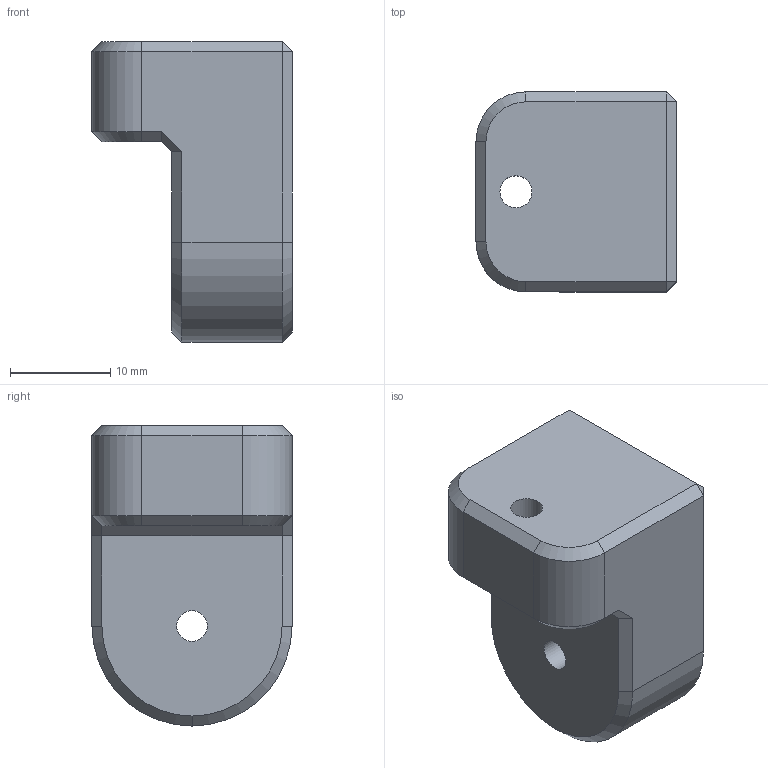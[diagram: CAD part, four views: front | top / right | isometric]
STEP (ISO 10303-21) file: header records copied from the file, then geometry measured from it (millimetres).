
FILE_DESCRIPTION(('FreeCAD Model'),'2;1');
FILE_NAME('Open CASCADE Shape Model','2021-12-25T21:11:14',('Author'),( ''),'Open CASCADE STEP processor 7.5','FreeCAD','Unknown');
FILE_SCHEMA(('AUTOMOTIVE_DESIGN { 1 0 10303 214 1 1 1 1 }'));
Length unit declared in the file: millimetre
Products named in the file (1): holder
Bounding box: 20 x 20 x 30 mm (x, y, z)
Volume: 7905.6 mm3; surface area: 2665.8 mm2
Topology: 1 solids, 1 shells, 35 faces, 77 edges, 44 vertices
Faces by surface type: plane 23, cone 7, cylinder 5
Full cylindrical faces by diameter (mm): 3.1 x1, 3.2 x1
Entity records: 1991 total; most frequent: CARTESIAN_POINT 365, DIRECTION 312, LINE 202, VECTOR 202, ORIENTED_EDGE 154, PCURVE 154, DEFINITIONAL_REPRESENTATION 154, EDGE_CURVE 77
